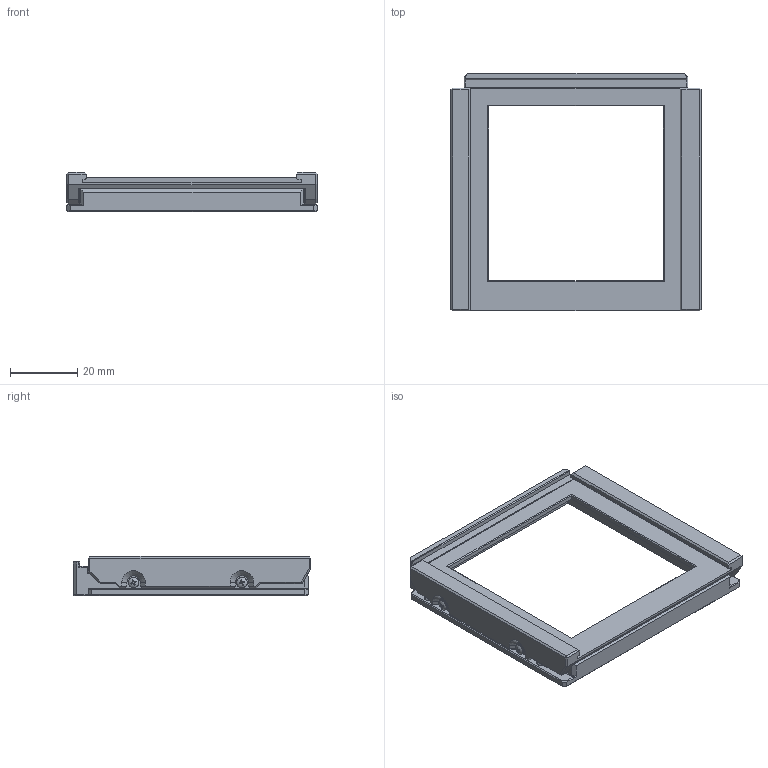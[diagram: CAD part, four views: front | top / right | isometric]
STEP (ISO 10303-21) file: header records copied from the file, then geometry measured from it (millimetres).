
FILE_DESCRIPTION(/* description */ ('Unknown'),/* implementation_level */ '2;1');
FILE_NAME(/* name */ 'seagull_4A104_viewFinder_hasselblad-52051_assembly',/* time_stamp */ '2026-01-13T22:14:57-05:00',/* author */ ('Unknown'),/* organization */ ('Unknown'),/* preprocessor_version */ 'ST-DEVELOPER v18.1',/* originating_system */ 'Solid Edge',/* authorisation */ 'Unknown');
FILE_SCHEMA (('AUTOMOTIVE_DESIGN {1 0 10303 214 3 1 1}'));
Length unit declared in the file: millimetre
Products named in the file (4): seagull_4A104_viewFinder; seagull4A_viewFinder; seagull4A_viewFinder_topHasselblad45; M1.6_panHead_5mm
Assembly tree (6 placements, depth 2):
  seagull_4A104_viewFinder
    seagull4A_viewFinder
    seagull4A_viewFinder_topHasselblad45
    M1.6_panHead_5mm  x4
Bounding box: 74.5 x 70.75 x 11.65 mm (x, y, z)
Volume: 14670.4 mm3; surface area: 14619.3 mm2
Topology: 10 solids, 10 shells, 400 faces, 982 edges, 606 vertices
Faces by surface type: plane 296, cylinder 44, cone 40, torus 8, bspline 8, sphere 4
Full cylindrical faces by diameter (mm): 1.4 x4, 1.8 x4, 2 x4, 3.203 x4
Entity records: 11760 total; most frequent: CARTESIAN_POINT 4690, DIRECTION 1392, ORIENTED_EDGE 1388, EDGE_CURVE 694, LINE 582, VECTOR 582, VERTEX_POINT 441, AXIS2_PLACEMENT_3D 405
